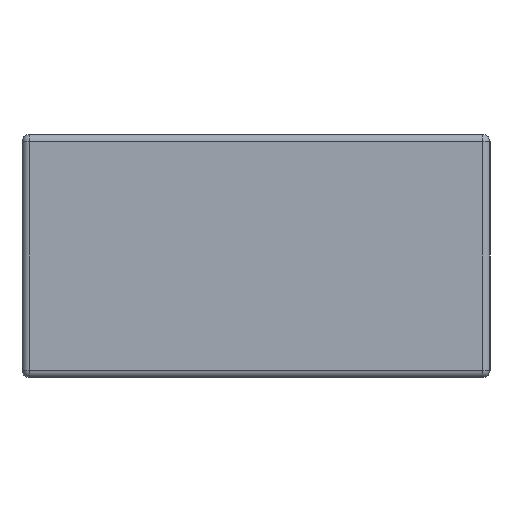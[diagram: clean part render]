
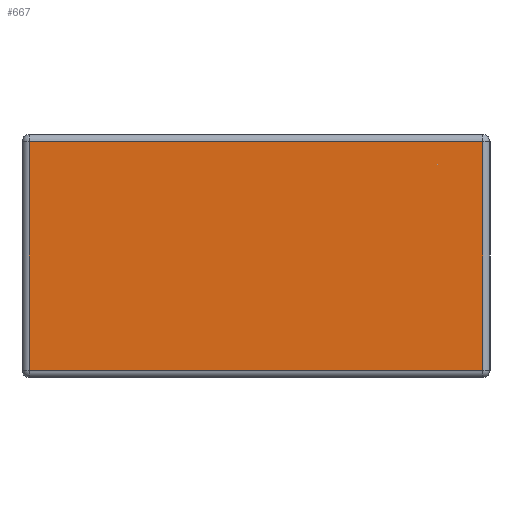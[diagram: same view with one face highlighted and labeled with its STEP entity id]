
A CAD part, left-side view. The second image highlights one B-rep face of the part: STEP entity #667.
In plain terms, the highlighted planar face has unit normal (-1, 0, 0).
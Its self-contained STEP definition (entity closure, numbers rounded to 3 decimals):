
#21=PLANE('',#745);
#39=LINE('',#1053,#95);
#41=LINE('',#1063,#97);
#46=LINE('',#1080,#102);
#48=LINE('',#1083,#104);
#95=VECTOR('',#827,10.);
#97=VECTOR('',#839,10.);
#102=VECTOR('',#858,10.);
#104=VECTOR('',#862,10.);
#183=FACE_OUTER_BOUND('',#229,.T.);
#229=EDGE_LOOP('',(#505,#506,#507,#508));
#301=VERTEX_POINT('',#1033);
#305=VERTEX_POINT('',#1041);
#309=VERTEX_POINT('',#1056);
#316=VERTEX_POINT('',#1075);
#366=EDGE_CURVE('',#301,#305,#39,.T.);
#371=EDGE_CURVE('',#309,#301,#41,.T.);
#380=EDGE_CURVE('',#305,#316,#46,.T.);
#382=EDGE_CURVE('',#316,#309,#48,.T.);
#505=ORIENTED_EDGE('',*,*,#366,.F.);
#506=ORIENTED_EDGE('',*,*,#371,.F.);
#507=ORIENTED_EDGE('',*,*,#382,.F.);
#508=ORIENTED_EDGE('',*,*,#380,.F.);
#667=ADVANCED_FACE('',(#183),#21,.T.);
#745=AXIS2_PLACEMENT_3D('',#1100,#881,#882);
#827=DIRECTION('',(0.,1.,0.));
#839=DIRECTION('',(0.,0.,-1.));
#858=DIRECTION('',(0.,0.,1.));
#862=DIRECTION('',(0.,-1.,0.));
#881=DIRECTION('center_axis',(-1.,0.,0.));
#882=DIRECTION('ref_axis',(0.,-1.,0.));
#1033=CARTESIAN_POINT('',(-1.,-0.605,0.02));
#1041=CARTESIAN_POINT('',(-1.,0.605,0.02));
#1053=CARTESIAN_POINT('',(-1.,0.313,0.02));
#1056=CARTESIAN_POINT('',(-1.,-0.605,0.63));
#1063=CARTESIAN_POINT('',(-1.,-0.605,0.));
#1075=CARTESIAN_POINT('',(-1.,0.605,0.63));
#1080=CARTESIAN_POINT('',(-1.,0.605,0.));
#1083=CARTESIAN_POINT('',(-1.,0.313,0.63));
#1100=CARTESIAN_POINT('Origin',(-1.,0.625,0.));
